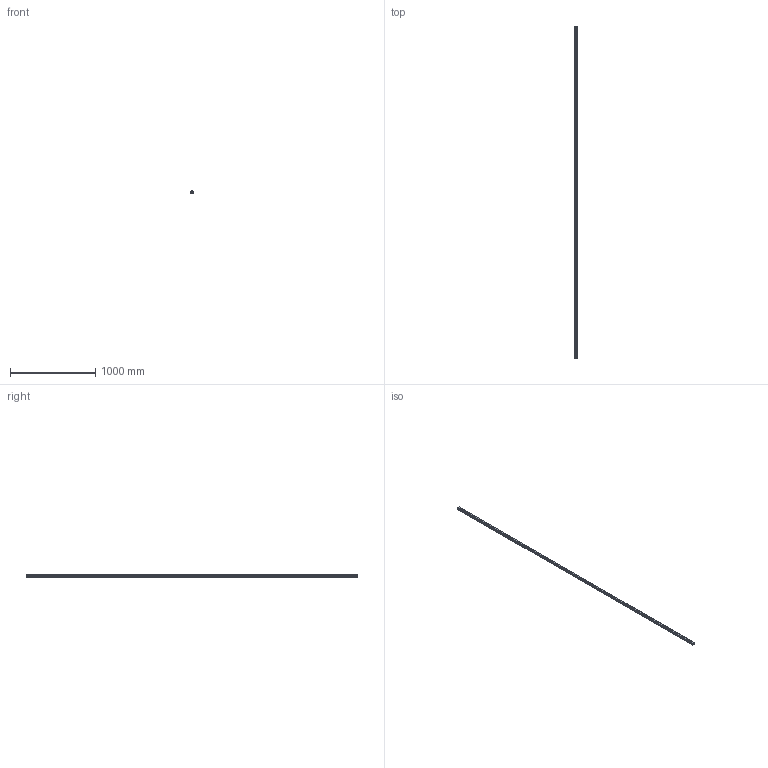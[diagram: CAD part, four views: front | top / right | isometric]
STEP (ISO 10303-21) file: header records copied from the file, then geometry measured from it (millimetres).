
FILE_DESCRIPTION(('STEP AP214'),'1');
FILE_NAME('cctmp_A326BD3A-A95A-4445-B7B0-94191072CE43_2020_6_24_13_42_33_698..stp','2020-06-24T11:42:33',('HIWIN GmbH'),('CADClick - www.CADClick.com'),'Spatial InterOp 3D',' ','unknown authorization');
FILE_SCHEMA(('AUTOMOTIVE_DESIGN'));
Length unit declared in the file: millimetre
Products named in the file (1): HGR30R3900H_FILE
Bounding box: 28 x 3900 x 26 mm (x, y, z)
Volume: 2268467.4 mm3; surface area: 483117.9 mm2
Topology: 1 solids, 1 shells, 556 faces, 1209 edges, 806 vertices
Faces by surface type: cylinder 316, plane 240
Entity records: 19937 total; most frequent: DIRECTION 2955, CARTESIAN_POINT 2572, ORIENTED_EDGE 2418, EDGE_CURVE 1209, AXIS2_PLACEMENT_3D 1189, VERTEX_POINT 806, EDGE_LOOP 707, CIRCLE 632
